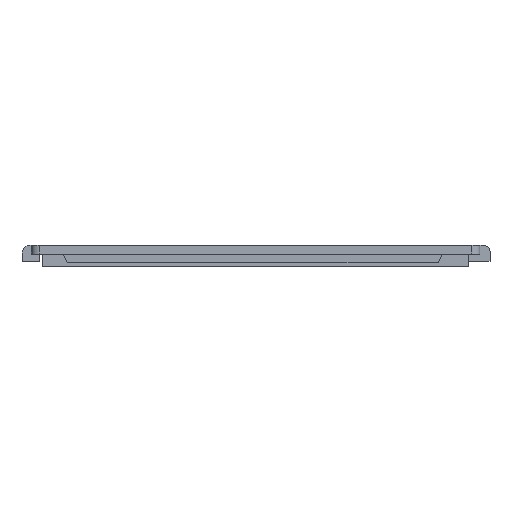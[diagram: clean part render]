
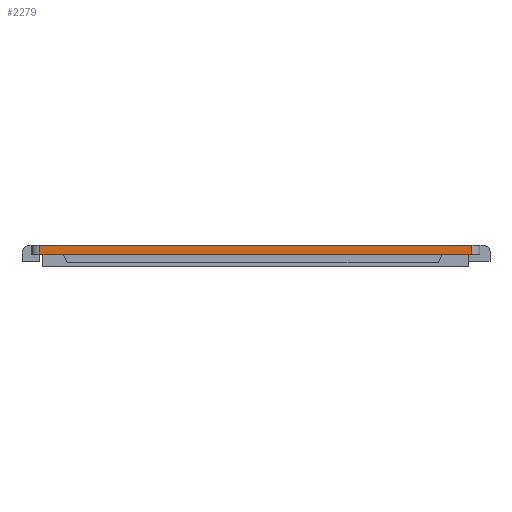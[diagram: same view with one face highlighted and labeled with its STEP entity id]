
A CAD part, front view. The second image highlights one B-rep face of the part: STEP entity #2279.
In plain terms, the highlighted planar face has unit normal (0, -1, 0).
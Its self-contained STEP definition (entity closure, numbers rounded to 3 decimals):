
#241=FACE_OUTER_BOUND('',#369,.T.);
#369=EDGE_LOOP('',(#1930,#1931,#1932,#1933));
#474=LINE('',#3309,#727);
#624=LINE('',#3719,#877);
#628=LINE('',#3729,#881);
#629=LINE('',#3731,#882);
#727=VECTOR('',#2636,10.);
#877=VECTOR('',#3042,1000.);
#881=VECTOR('',#3052,1000.);
#882=VECTOR('',#3055,10.);
#981=VERTEX_POINT('',#3306);
#982=VERTEX_POINT('',#3308);
#1114=VERTEX_POINT('',#3717);
#1117=VERTEX_POINT('',#3727);
#1213=EDGE_CURVE('',#982,#981,#474,.T.);
#1421=EDGE_CURVE('',#981,#1114,#624,.T.);
#1426=EDGE_CURVE('',#982,#1117,#628,.T.);
#1427=EDGE_CURVE('',#1117,#1114,#629,.T.);
#1930=ORIENTED_EDGE('',*,*,#1427,.F.);
#1931=ORIENTED_EDGE('',*,*,#1426,.F.);
#1932=ORIENTED_EDGE('',*,*,#1213,.T.);
#1933=ORIENTED_EDGE('',*,*,#1421,.T.);
#2168=PLANE('',#2480);
#2279=ADVANCED_FACE('',(#241),#2168,.T.);
#2480=AXIS2_PLACEMENT_3D('',#3730,#3053,#3054);
#2636=DIRECTION('',(1.,0.,0.));
#3042=DIRECTION('',(0.,0.,1.));
#3052=DIRECTION('',(0.,0.,1.));
#3053=DIRECTION('center_axis',(0.,-1.,0.));
#3054=DIRECTION('ref_axis',(-1.,0.,0.));
#3055=DIRECTION('',(1.,0.,0.));
#3306=CARTESIAN_POINT('',(36.796,29.737,39.172));
#3308=CARTESIAN_POINT('',(-33.414,29.737,39.172));
#3309=CARTESIAN_POINT('',(33.489,29.737,39.172));
#3717=CARTESIAN_POINT('',(36.796,29.737,40.594));
#3719=CARTESIAN_POINT('',(36.796,29.737,39.172));
#3727=CARTESIAN_POINT('',(-33.414,29.737,40.594));
#3729=CARTESIAN_POINT('',(-33.414,29.737,39.172));
#3730=CARTESIAN_POINT('Origin',(-33.414,29.737,39.172));
#3731=CARTESIAN_POINT('',(33.489,29.737,40.594));
